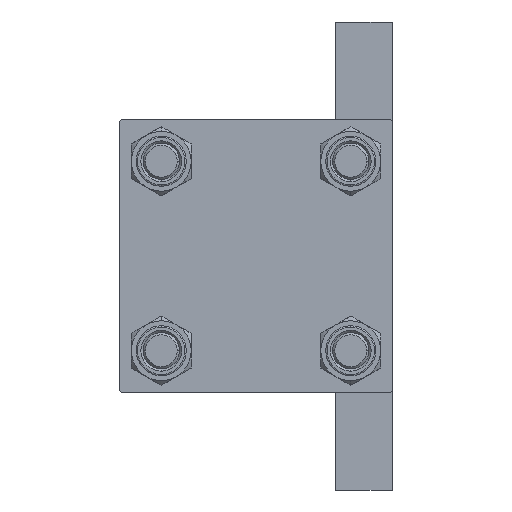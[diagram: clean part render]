
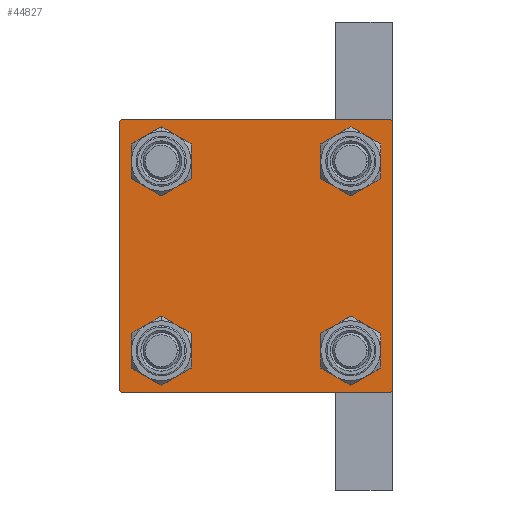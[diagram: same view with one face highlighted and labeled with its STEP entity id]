
A CAD part, left-side view. The second image highlights one B-rep face of the part: STEP entity #44827.
In plain terms, the highlighted planar face has unit normal (-1, 0, 0).
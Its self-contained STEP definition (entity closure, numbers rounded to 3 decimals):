
#20 = VERTEX_POINT ( 'NONE', #31695 ) ;
#88 = EDGE_CURVE ( 'NONE', #11603, #516, #10250, .T. ) ;
#365 = FACE_BOUND ( 'NONE', #39389, .T. ) ;
#516 = VERTEX_POINT ( 'NONE', #37996 ) ;
#1792 = DIRECTION ( 'NONE',  ( 0., 0., -1. ) ) ;
#1944 = DIRECTION ( 'NONE',  ( 1., 0., 0. ) ) ;
#2036 = CARTESIAN_POINT ( 'NONE',  ( 0., 20.85, 16.35 ) ) ;
#2063 = DIRECTION ( 'NONE',  ( 0., -1., 0. ) ) ;
#2463 = ORIENTED_EDGE ( 'NONE', *, *, #38981, .T. ) ;
#2992 = DIRECTION ( 'NONE',  ( 1., 0., 0. ) ) ;
#3343 = CIRCLE ( 'NONE', #15968, 4.5 ) ;
#3866 = EDGE_CURVE ( 'NONE', #32453, #8847, #11609, .T. ) ;
#3932 = EDGE_CURVE ( 'NONE', #11603, #29609, #23197, .T. ) ;
#4792 = CARTESIAN_POINT ( 'NONE',  ( 0., -20.85, -20.85 ) ) ;
#6391 = CARTESIAN_POINT ( 'NONE',  ( 0., 20.85, -20.85 ) ) ;
#6560 = ORIENTED_EDGE ( 'NONE', *, *, #40947, .T. ) ;
#6842 = VERTEX_POINT ( 'NONE', #41277 ) ;
#6933 = VECTOR ( 'NONE', #37095, 1000. ) ;
#7098 = AXIS2_PLACEMENT_3D ( 'NONE', #7407, #2992, #13862 ) ;
#7198 = CARTESIAN_POINT ( 'NONE',  ( 0., 20.85, -16.35 ) ) ;
#7318 = DIRECTION ( 'NONE',  ( 1., 0., 0. ) ) ;
#7407 = CARTESIAN_POINT ( 'NONE',  ( 0., -20.85, 20.85 ) ) ;
#7580 = LINE ( 'NONE', #35179, #24757 ) ;
#7980 = ORIENTED_EDGE ( 'NONE', *, *, #88, .F. ) ;
#8042 = LINE ( 'NONE', #42047, #38825 ) ;
#8101 = VERTEX_POINT ( 'NONE', #15186 ) ;
#8394 = CARTESIAN_POINT ( 'NONE',  ( 0., -29.75, 29.75 ) ) ;
#8847 = VERTEX_POINT ( 'NONE', #18453 ) ;
#9195 = CARTESIAN_POINT ( 'NONE',  ( 0., 30., 30. ) ) ;
#9304 = CARTESIAN_POINT ( 'NONE',  ( 0., 20.85, 25.35 ) ) ;
#9345 = DIRECTION ( 'NONE',  ( 0., 0., 1. ) ) ;
#10250 = LINE ( 'NONE', #33388, #6933 ) ;
#11030 = CIRCLE ( 'NONE', #7098, 4.5 ) ;
#11603 = VERTEX_POINT ( 'NONE', #32650 ) ;
#11609 = LINE ( 'NONE', #48330, #19573 ) ;
#12054 = CIRCLE ( 'NONE', #39585, 4.5 ) ;
#12066 = VERTEX_POINT ( 'NONE', #9304 ) ;
#12204 = DIRECTION ( 'NONE',  ( 0., 0., 1. ) ) ;
#12691 = LINE ( 'NONE', #31406, #37163 ) ;
#12939 = CIRCLE ( 'NONE', #31030, 4.5 ) ;
#13862 = DIRECTION ( 'NONE',  ( 0., 0., 1. ) ) ;
#14150 = EDGE_CURVE ( 'NONE', #18430, #42596, #17776, .T. ) ;
#14204 = CARTESIAN_POINT ( 'NONE',  ( 0., 30., -29.5 ) ) ;
#14261 = DIRECTION ( 'NONE',  ( 0., 0., 1. ) ) ;
#14474 = EDGE_CURVE ( 'NONE', #6842, #15338, #18575, .T. ) ;
#14709 = FACE_BOUND ( 'NONE', #40233, .T. ) ;
#14873 = CIRCLE ( 'NONE', #24339, 4.5 ) ;
#14947 = CARTESIAN_POINT ( 'NONE',  ( 0., 0., 0. ) ) ;
#15077 = EDGE_LOOP ( 'NONE', ( #46899, #44964 ) ) ;
#15186 = CARTESIAN_POINT ( 'NONE',  ( 0., -20.85, 25.35 ) ) ;
#15338 = VERTEX_POINT ( 'NONE', #46250 ) ;
#15968 = AXIS2_PLACEMENT_3D ( 'NONE', #4792, #30173, #12204 ) ;
#17776 = LINE ( 'NONE', #28360, #46103 ) ;
#17799 = DIRECTION ( 'NONE',  ( 0., 0., 1. ) ) ;
#18369 = ORIENTED_EDGE ( 'NONE', *, *, #41202, .F. ) ;
#18430 = VERTEX_POINT ( 'NONE', #39810 ) ;
#18453 = CARTESIAN_POINT ( 'NONE',  ( 0., 29.5, -30. ) ) ;
#18575 = CIRCLE ( 'NONE', #47695, 4.5 ) ;
#19098 = EDGE_CURVE ( 'NONE', #8101, #22385, #20301, .T. ) ;
#19284 = ORIENTED_EDGE ( 'NONE', *, *, #35277, .T. ) ;
#19471 = ORIENTED_EDGE ( 'NONE', *, *, #3932, .T. ) ;
#19573 = VECTOR ( 'NONE', #33539, 1000. ) ;
#20301 = CIRCLE ( 'NONE', #43074, 4.5 ) ;
#20708 = CARTESIAN_POINT ( 'NONE',  ( 0., 20.85, 20.85 ) ) ;
#20822 = CARTESIAN_POINT ( 'NONE',  ( 0., 20.85, -20.85 ) ) ;
#21167 = ORIENTED_EDGE ( 'NONE', *, *, #34319, .T. ) ;
#22001 = EDGE_CURVE ( 'NONE', #25357, #12066, #14873, .T. ) ;
#22112 = DIRECTION ( 'NONE',  ( -1., 0., 0. ) ) ;
#22385 = VERTEX_POINT ( 'NONE', #28992 ) ;
#22495 = VECTOR ( 'NONE', #1792, 1000. ) ;
#22793 = VECTOR ( 'NONE', #42639, 1000. ) ;
#23197 = LINE ( 'NONE', #8394, #22793 ) ;
#23541 = ORIENTED_EDGE ( 'NONE', *, *, #19098, .T. ) ;
#23698 = ORIENTED_EDGE ( 'NONE', *, *, #22001, .T. ) ;
#24339 = AXIS2_PLACEMENT_3D ( 'NONE', #25597, #32752, #40624 ) ;
#24669 = DIRECTION ( 'NONE',  ( 0., 0.707, -0.707 ) ) ;
#24757 = VECTOR ( 'NONE', #39843, 1000. ) ;
#25002 = DIRECTION ( 'NONE',  ( 1., 0., 0. ) ) ;
#25301 = ORIENTED_EDGE ( 'NONE', *, *, #47512, .T. ) ;
#25357 = VERTEX_POINT ( 'NONE', #2036 ) ;
#25597 = CARTESIAN_POINT ( 'NONE',  ( 0., 20.85, 20.85 ) ) ;
#25817 = CARTESIAN_POINT ( 'NONE',  ( 0., -20.85, -20.85 ) ) ;
#27109 = AXIS2_PLACEMENT_3D ( 'NONE', #14947, #22112, #45717 ) ;
#27112 = CIRCLE ( 'NONE', #32634, 4.5 ) ;
#28360 = CARTESIAN_POINT ( 'NONE',  ( 0., 29.75, 29.75 ) ) ;
#28992 = CARTESIAN_POINT ( 'NONE',  ( 0., -20.85, 16.35 ) ) ;
#29320 = EDGE_CURVE ( 'NONE', #22385, #8101, #11030, .T. ) ;
#29609 = VERTEX_POINT ( 'NONE', #31303 ) ;
#30173 = DIRECTION ( 'NONE',  ( 1., 0., 0. ) ) ;
#30835 = CARTESIAN_POINT ( 'NONE',  ( 0., -29.5, -30. ) ) ;
#31030 = AXIS2_PLACEMENT_3D ( 'NONE', #6391, #1944, #35481 ) ;
#31303 = CARTESIAN_POINT ( 'NONE',  ( 0., -29.5, 30. ) ) ;
#31406 = CARTESIAN_POINT ( 'NONE',  ( 0., 30., -30. ) ) ;
#31695 = CARTESIAN_POINT ( 'NONE',  ( 0., 20.85, -25.35 ) ) ;
#32453 = VERTEX_POINT ( 'NONE', #14204 ) ;
#32585 = EDGE_LOOP ( 'NONE', ( #25301, #45255, #21167, #2463, #7980, #19471, #18369, #47468 ) ) ;
#32634 = AXIS2_PLACEMENT_3D ( 'NONE', #20708, #40141, #9345 ) ;
#32650 = CARTESIAN_POINT ( 'NONE',  ( 0., -30., 29.5 ) ) ;
#32752 = DIRECTION ( 'NONE',  ( 1., 0., 0. ) ) ;
#33388 = CARTESIAN_POINT ( 'NONE',  ( 0., -30., 30. ) ) ;
#33539 = DIRECTION ( 'NONE',  ( 0., -0.707, -0.707 ) ) ;
#34224 = EDGE_CURVE ( 'NONE', #15338, #6842, #3343, .T. ) ;
#34319 = EDGE_CURVE ( 'NONE', #8847, #47857, #12691, .T. ) ;
#34682 = EDGE_LOOP ( 'NONE', ( #6560, #23698 ) ) ;
#34713 = ORIENTED_EDGE ( 'NONE', *, *, #29320, .T. ) ;
#35179 = CARTESIAN_POINT ( 'NONE',  ( 0., 30., 30. ) ) ;
#35277 = EDGE_CURVE ( 'NONE', #47686, #20, #12054, .T. ) ;
#35374 = CARTESIAN_POINT ( 'NONE',  ( 0., 30., 29.5 ) ) ;
#35481 = DIRECTION ( 'NONE',  ( 0., 0., 1. ) ) ;
#35577 = LINE ( 'NONE', #9195, #22495 ) ;
#35844 = DIRECTION ( 'NONE',  ( 0., 0., 1. ) ) ;
#36506 = CARTESIAN_POINT ( 'NONE',  ( 0., -20.85, 20.85 ) ) ;
#36554 = ORIENTED_EDGE ( 'NONE', *, *, #40951, .T. ) ;
#37095 = DIRECTION ( 'NONE',  ( 0., 0., -1. ) ) ;
#37163 = VECTOR ( 'NONE', #2063, 1000. ) ;
#37996 = CARTESIAN_POINT ( 'NONE',  ( 0., -30., -29.5 ) ) ;
#38825 = VECTOR ( 'NONE', #45982, 1000. ) ;
#38981 = EDGE_CURVE ( 'NONE', #47857, #516, #8042, .T. ) ;
#39389 = EDGE_LOOP ( 'NONE', ( #19284, #36554 ) ) ;
#39585 = AXIS2_PLACEMENT_3D ( 'NONE', #20822, #25002, #35844 ) ;
#39810 = CARTESIAN_POINT ( 'NONE',  ( 0., 29.5, 30. ) ) ;
#39843 = DIRECTION ( 'NONE',  ( 0., -1., 0. ) ) ;
#40141 = DIRECTION ( 'NONE',  ( 1., 0., 0. ) ) ;
#40233 = EDGE_LOOP ( 'NONE', ( #23541, #34713 ) ) ;
#40624 = DIRECTION ( 'NONE',  ( 0., 0., 1. ) ) ;
#40682 = DIRECTION ( 'NONE',  ( 1., 0., 0. ) ) ;
#40821 = FACE_OUTER_BOUND ( 'NONE', #32585, .T. ) ;
#40947 = EDGE_CURVE ( 'NONE', #12066, #25357, #27112, .T. ) ;
#40951 = EDGE_CURVE ( 'NONE', #20, #47686, #12939, .T. ) ;
#41052 = PLANE ( 'NONE',  #27109 ) ;
#41202 = EDGE_CURVE ( 'NONE', #18430, #29609, #7580, .T. ) ;
#41277 = CARTESIAN_POINT ( 'NONE',  ( 0., -20.85, -16.35 ) ) ;
#42047 = CARTESIAN_POINT ( 'NONE',  ( 0., -29.75, -29.75 ) ) ;
#42596 = VERTEX_POINT ( 'NONE', #35374 ) ;
#42639 = DIRECTION ( 'NONE',  ( 0., 0.707, 0.707 ) ) ;
#43074 = AXIS2_PLACEMENT_3D ( 'NONE', #36506, #40682, #17799 ) ;
#44827 = ADVANCED_FACE ( 'NONE', ( #14709, #48680, #365, #44982, #40821 ), #41052, .T. ) ;
#44964 = ORIENTED_EDGE ( 'NONE', *, *, #34224, .T. ) ;
#44982 = FACE_BOUND ( 'NONE', #34682, .T. ) ;
#45255 = ORIENTED_EDGE ( 'NONE', *, *, #3866, .T. ) ;
#45717 = DIRECTION ( 'NONE',  ( 0., 0., 1. ) ) ;
#45982 = DIRECTION ( 'NONE',  ( 0., -0.707, 0.707 ) ) ;
#46103 = VECTOR ( 'NONE', #24669, 1000. ) ;
#46250 = CARTESIAN_POINT ( 'NONE',  ( 0., -20.85, -25.35 ) ) ;
#46899 = ORIENTED_EDGE ( 'NONE', *, *, #14474, .T. ) ;
#47468 = ORIENTED_EDGE ( 'NONE', *, *, #14150, .T. ) ;
#47512 = EDGE_CURVE ( 'NONE', #42596, #32453, #35577, .T. ) ;
#47686 = VERTEX_POINT ( 'NONE', #7198 ) ;
#47695 = AXIS2_PLACEMENT_3D ( 'NONE', #25817, #7318, #14261 ) ;
#47857 = VERTEX_POINT ( 'NONE', #30835 ) ;
#48330 = CARTESIAN_POINT ( 'NONE',  ( 0., 29.75, -29.75 ) ) ;
#48680 = FACE_BOUND ( 'NONE', #15077, .T. ) ;
